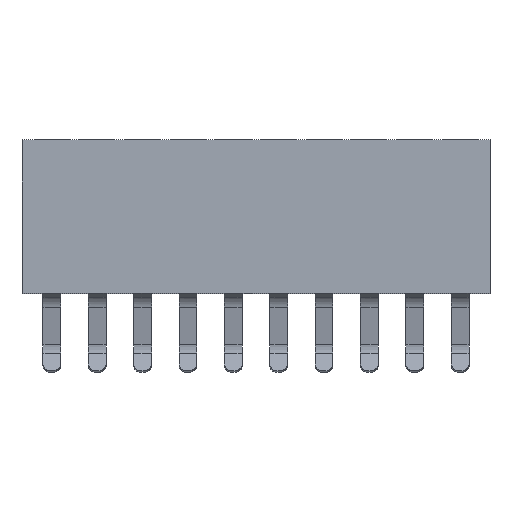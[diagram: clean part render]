
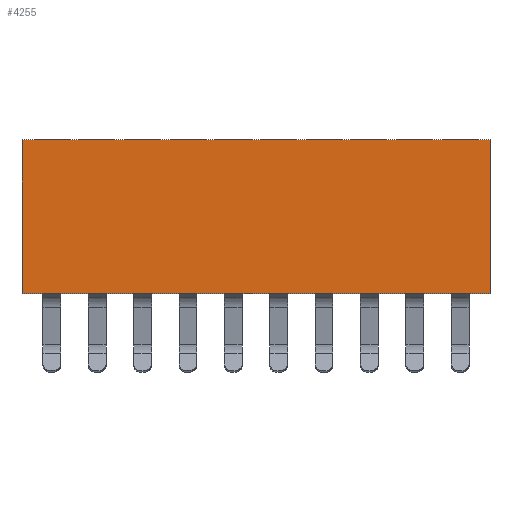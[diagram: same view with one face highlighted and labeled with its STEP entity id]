
A CAD part, top view. The second image highlights one B-rep face of the part: STEP entity #4255.
In plain terms, the highlighted planar face has unit normal (0, 0, 1).
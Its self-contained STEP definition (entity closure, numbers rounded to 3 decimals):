
#87=CARTESIAN_POINT('',(1.271,5.,0.));
#88=VERTEX_POINT('',#87);
#98=CARTESIAN_POINT('',(14.371,5.,0.));
#99=VERTEX_POINT('',#98);
#100=CARTESIAN_POINT('',(1.271,5.,0.));
#101=CARTESIAN_POINT('',(3.891,5.,0.));
#102=CARTESIAN_POINT('',(6.511,5.,0.));
#103=CARTESIAN_POINT('',(9.131,5.,0.));
#104=CARTESIAN_POINT('',(11.751,5.,0.));
#105=CARTESIAN_POINT('',(14.371,5.,0.));
#106=B_SPLINE_CURVE_WITH_KNOTS('',5,(#100,#101,#102,#103,#104,#105),.UNSPECIFIED.,.F.,.U.,(6,6),(0.,13.1),.UNSPECIFIED.);
#107=EDGE_CURVE('',#88,#99,#106,.T.);
#1060=CARTESIAN_POINT('',(14.371,0.7,0.));
#1061=VERTEX_POINT('',#1060);
#1062=CARTESIAN_POINT('',(14.371,5.,0.));
#1063=CARTESIAN_POINT('',(14.371,4.14,0.));
#1064=CARTESIAN_POINT('',(14.371,3.28,0.));
#1065=CARTESIAN_POINT('',(14.371,2.42,0.));
#1066=CARTESIAN_POINT('',(14.371,1.56,0.));
#1067=CARTESIAN_POINT('',(14.371,0.7,0.));
#1068=B_SPLINE_CURVE_WITH_KNOTS('',5,(#1062,#1063,#1064,#1065,#1066,#1067),.UNSPECIFIED.,.F.,.U.,(6,6),(0.,4.3),.UNSPECIFIED.);
#1069=EDGE_CURVE('',#99,#1061,#1068,.T.);
#1111=CARTESIAN_POINT('',(1.271,0.7,0.));
#1112=VERTEX_POINT('',#1111);
#1113=CARTESIAN_POINT('',(1.271,0.7,0.));
#1114=CARTESIAN_POINT('',(3.891,0.7,0.));
#1115=CARTESIAN_POINT('',(6.511,0.7,0.));
#1116=CARTESIAN_POINT('',(9.131,0.7,0.));
#1117=CARTESIAN_POINT('',(11.751,0.7,0.));
#1118=CARTESIAN_POINT('',(14.371,0.7,0.));
#1119=B_SPLINE_CURVE_WITH_KNOTS('',5,(#1113,#1114,#1115,#1116,#1117,#1118),.UNSPECIFIED.,.F.,.U.,(6,6),(0.,13.1),.UNSPECIFIED.);
#1120=EDGE_CURVE('',#1112,#1061,#1119,.T.);
#1828=CARTESIAN_POINT('',(1.271,0.7,0.));
#1829=CARTESIAN_POINT('',(1.271,1.56,0.));
#1830=CARTESIAN_POINT('',(1.271,2.42,0.));
#1831=CARTESIAN_POINT('',(1.271,3.28,0.));
#1832=CARTESIAN_POINT('',(1.271,4.14,0.));
#1833=CARTESIAN_POINT('',(1.271,5.,0.));
#1834=B_SPLINE_CURVE_WITH_KNOTS('',5,(#1828,#1829,#1830,#1831,#1832,#1833),.UNSPECIFIED.,.F.,.U.,(6,6),(0.,4.3),.UNSPECIFIED.);
#1835=EDGE_CURVE('',#1112,#88,#1834,.T.);
#4244=CARTESIAN_POINT('',(7.821,2.85,0.));
#4245=DIRECTION('',(1.,0.,0.));
#4246=DIRECTION('',(0.,0.,1.));
#4247=AXIS2_PLACEMENT_3D('',#4244,#4246,#4245);
#4248=PLANE('',#4247);
#4249=ORIENTED_EDGE('',*,*,#1120,.T.);
#4250=ORIENTED_EDGE('',*,*,#1069,.F.);
#4251=ORIENTED_EDGE('',*,*,#107,.F.);
#4252=ORIENTED_EDGE('',*,*,#1835,.F.);
#4253=EDGE_LOOP('',(#4249,#4250,#4251,#4252));
#4254=FACE_OUTER_BOUND('',#4253,.T.);
#4255=ADVANCED_FACE('',(#4254),#4248,.T.);
